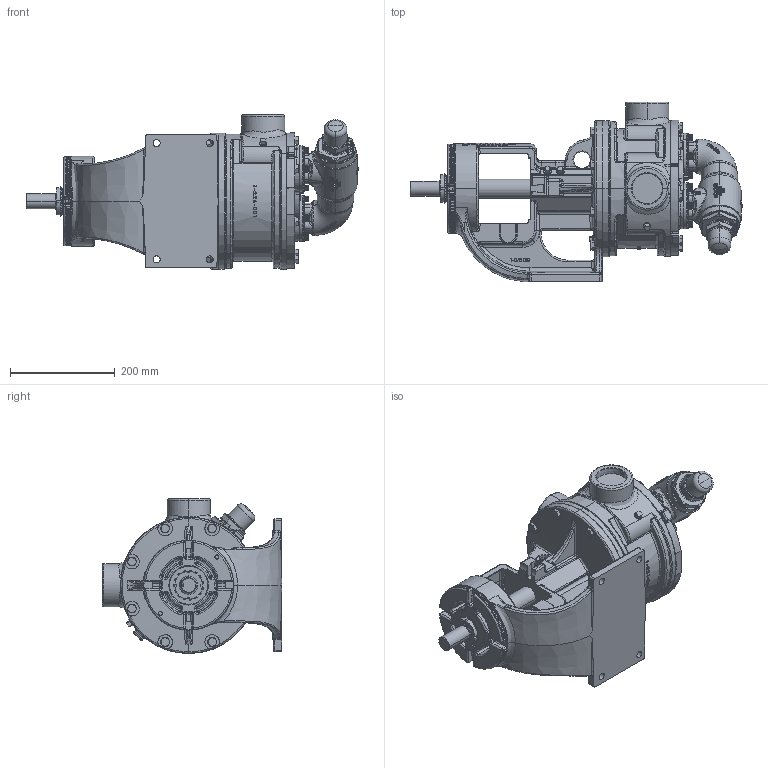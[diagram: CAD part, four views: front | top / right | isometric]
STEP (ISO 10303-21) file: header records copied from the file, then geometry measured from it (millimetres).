
FILE_DESCRIPTION (( 'STEP AP214' ), '1' );
FILE_NAME ('L124A.STEP', '2016-08-09T16:20:24', ( '' ), ( '' ), 'SwSTEP 2.0', 'SolidWorks 2015', '' );
FILE_SCHEMA (( 'AUTOMOTIVE_DESIGN' ));
Length unit declared in the file: inch
Products named in the file (2): L124A
Bounding box: 634.88 x 342.9 x 295.66 mm (x, y, z)
Volume: 13260757.9 mm3; surface area: 785127.5 mm2
Topology: 1 solids, 1 shells, 4384 faces, 11211 edges, 6888 vertices
Faces by surface type: plane 1447, bspline 1054, cylinder 792, cone 688, torus 278, sphere 125
Entity records: 263442 total; most frequent: CARTESIAN_POINT 136627, ORIENTED_EDGE 22214, DIRECTION 17473, EDGE_CURVE 11107, AXIS2_PLACEMENT_3D 6958, VERTEX_POINT 6883, EDGE_LOOP 4582, FACE_OUTER_BOUND 4384
